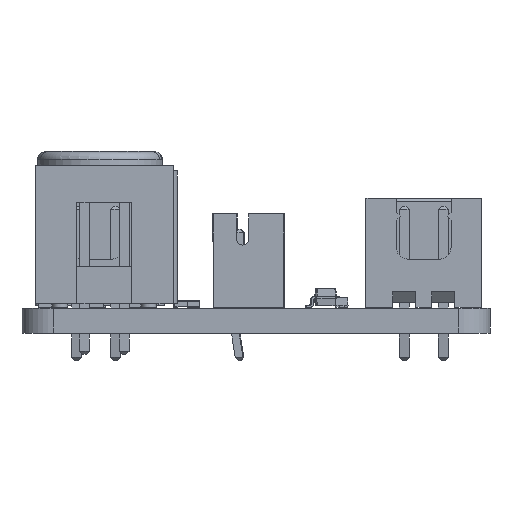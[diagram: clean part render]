
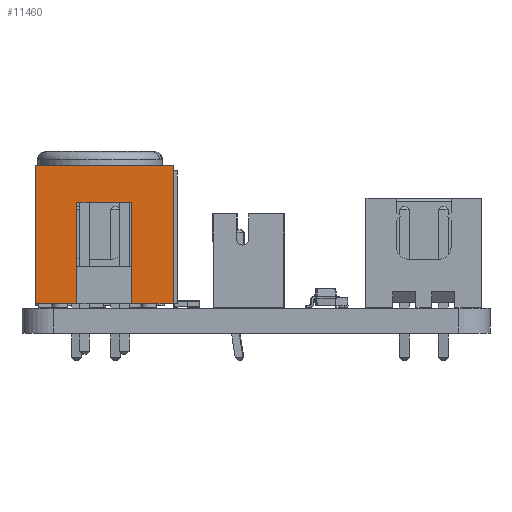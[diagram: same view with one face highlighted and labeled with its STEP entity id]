
A CAD part, front view. The second image highlights one B-rep face of the part: STEP entity #11460.
In plain terms, the highlighted planar face has unit normal (0, -1, 0).
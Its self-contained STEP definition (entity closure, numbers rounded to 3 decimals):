
#11164 = VERTEX_POINT('',#11165);
#11165 = CARTESIAN_POINT('',(-3.155,-15.26,0.25));
#11171 = EDGE_CURVE('',#11164,#11172,#11174,.T.);
#11172 = VERTEX_POINT('',#11173);
#11173 = CARTESIAN_POINT('',(-3.155,-15.26,9.1));
#11174 = LINE('',#11175,#11176);
#11175 = CARTESIAN_POINT('',(-3.155,-15.26,2.6));
#11176 = VECTOR('',#11177,1.);
#11177 = DIRECTION('',(0.,0.,1.));
#11289 = EDGE_CURVE('',#11172,#11290,#11292,.T.);
#11290 = VERTEX_POINT('',#11291);
#11291 = CARTESIAN_POINT('',(5.695,-15.26,9.1));
#11292 = LINE('',#11293,#11294);
#11293 = CARTESIAN_POINT('',(-3.155,-15.26,9.1));
#11294 = VECTOR('',#11295,1.);
#11295 = DIRECTION('',(1.,0.,0.));
#11460 = ADVANCED_FACE('',(#11461),#11511,.T.);
#11461 = FACE_BOUND('',#11462,.T.);
#11462 = EDGE_LOOP('',(#11463,#11464,#11472,#11480,#11488,#11496,#11504,
    #11510));
#11463 = ORIENTED_EDGE('',*,*,#11171,.F.);
#11464 = ORIENTED_EDGE('',*,*,#11465,.T.);
#11465 = EDGE_CURVE('',#11164,#11466,#11468,.T.);
#11466 = VERTEX_POINT('',#11467);
#11467 = CARTESIAN_POINT('',(-0.48,-15.26,0.25));
#11468 = LINE('',#11469,#11470);
#11469 = CARTESIAN_POINT('',(-3.155,-15.26,0.25));
#11470 = VECTOR('',#11471,1.);
#11471 = DIRECTION('',(1.,0.,0.));
#11472 = ORIENTED_EDGE('',*,*,#11473,.T.);
#11473 = EDGE_CURVE('',#11466,#11474,#11476,.T.);
#11474 = VERTEX_POINT('',#11475);
#11475 = CARTESIAN_POINT('',(-0.48,-15.26,6.75));
#11476 = LINE('',#11477,#11478);
#11477 = CARTESIAN_POINT('',(-0.48,-15.26,2.463));
#11478 = VECTOR('',#11479,1.);
#11479 = DIRECTION('',(0.,0.,1.));
#11480 = ORIENTED_EDGE('',*,*,#11481,.F.);
#11481 = EDGE_CURVE('',#11482,#11474,#11484,.T.);
#11482 = VERTEX_POINT('',#11483);
#11483 = CARTESIAN_POINT('',(3.02,-15.26,6.75));
#11484 = LINE('',#11485,#11486);
#11485 = CARTESIAN_POINT('',(1.27,-15.26,6.75));
#11486 = VECTOR('',#11487,1.);
#11487 = DIRECTION('',(-1.,0.,0.));
#11488 = ORIENTED_EDGE('',*,*,#11489,.T.);
#11489 = EDGE_CURVE('',#11482,#11490,#11492,.T.);
#11490 = VERTEX_POINT('',#11491);
#11491 = CARTESIAN_POINT('',(3.02,-15.26,0.25));
#11492 = LINE('',#11493,#11494);
#11493 = CARTESIAN_POINT('',(3.02,-15.26,2.463));
#11494 = VECTOR('',#11495,1.);
#11495 = DIRECTION('',(0.,0.,-1.));
#11496 = ORIENTED_EDGE('',*,*,#11497,.T.);
#11497 = EDGE_CURVE('',#11490,#11498,#11500,.T.);
#11498 = VERTEX_POINT('',#11499);
#11499 = CARTESIAN_POINT('',(5.695,-15.26,0.25));
#11500 = LINE('',#11501,#11502);
#11501 = CARTESIAN_POINT('',(-3.155,-15.26,0.25));
#11502 = VECTOR('',#11503,1.);
#11503 = DIRECTION('',(1.,0.,0.));
#11504 = ORIENTED_EDGE('',*,*,#11505,.T.);
#11505 = EDGE_CURVE('',#11498,#11290,#11506,.T.);
#11506 = LINE('',#11507,#11508);
#11507 = CARTESIAN_POINT('',(5.695,-15.26,0.25));
#11508 = VECTOR('',#11509,1.);
#11509 = DIRECTION('',(0.,0.,1.));
#11510 = ORIENTED_EDGE('',*,*,#11289,.F.);
#11511 = PLANE('',#11512);
#11512 = AXIS2_PLACEMENT_3D('',#11513,#11514,#11515);
#11513 = CARTESIAN_POINT('',(1.27,-15.26,4.675));
#11514 = DIRECTION('',(-0.,-1.,0.));
#11515 = DIRECTION('',(0.,0.,-1.));
